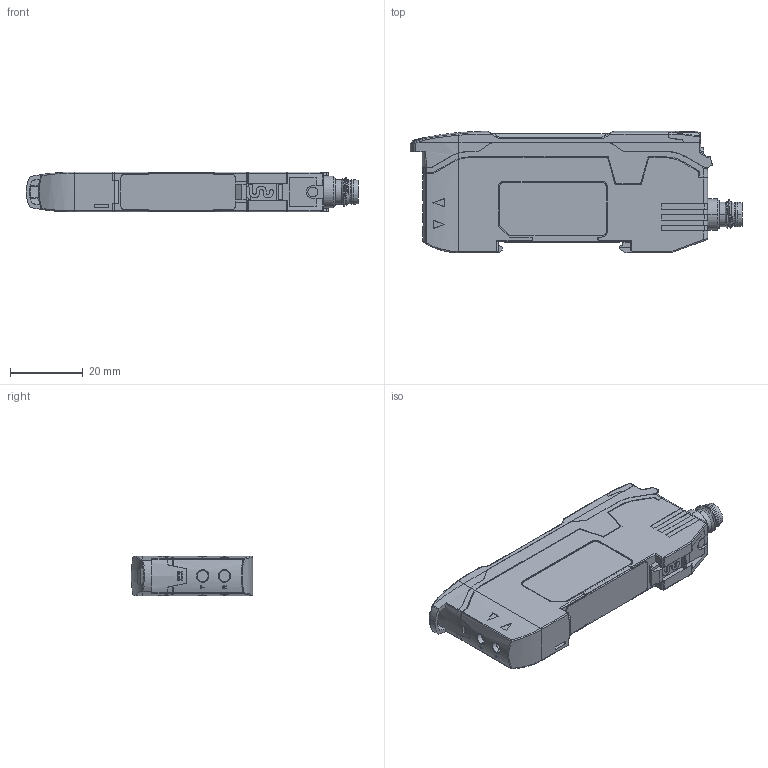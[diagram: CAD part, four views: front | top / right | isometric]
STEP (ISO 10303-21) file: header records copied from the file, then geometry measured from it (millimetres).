
FILE_DESCRIPTION((''),'2;1');
FILE_NAME('0001_ASM','2025-10-31T10:42:41',('Administrator'),(''),'CREO PARAMETRIC BY PTC INC, 2020281','CREO PARAMETRIC BY PTC INC, 2020281','');
FILE_SCHEMA(('AUTOMOTIVE_DESIGN { 1 0 10303 214 1 1 1 1 }'));
Products named in the file (15): 03-CDY-XIAN_7_3; 0012_1; 003-CEGAI-2_2_1; 03-ANJ_3_1; 03-ANJ_3_2; 03-ANJ_3_3; 03-ANJ_3_4; 03-ANJ_3_5; 03-ANJ_3_ASM; ASM0001_ASM_2_ASM_1_ASM; 000-FG-11; 000-FG-12; 00000_ASM_2_ASM; 10001_ASM_1_ASM; 0001_ASM
Assembly tree (14 placements, depth 5):
  0001_ASM
    10001_ASM_1_ASM
      ASM0001_ASM_2_ASM_1_ASM
        03-CDY-XIAN_7_3
        0012_1
        003-CEGAI-2_2_1
        03-ANJ_3_ASM
          03-ANJ_3_1
          03-ANJ_3_2
          03-ANJ_3_3
          03-ANJ_3_4
          03-ANJ_3_5
      00000_ASM_2_ASM
        000-FG-11
        000-FG-12
Bounding box: 91.59 x 33.5 x 11 mm (x, y, z)
Volume: 24511 mm3; surface area: 13338.8 mm2
Topology: 10 solids, 17 shells, 2583 faces, 6964 edges, 4510 vertices
Faces by surface type: plane 1467, cylinder 650, bspline 169, extrusion 110, cone 84, torus 63, sphere 40
Entity records: 123155 total; most frequent: CARTESIAN_POINT 32819, ORIENTED_EDGE 13866, DIRECTION 11887, EDGE_CURVE 6933, PRESENTATION_STYLE_ASSIGNMENT 6306, STYLED_ITEM 5588, CURVE_STYLE 5584, VECTOR 4553
